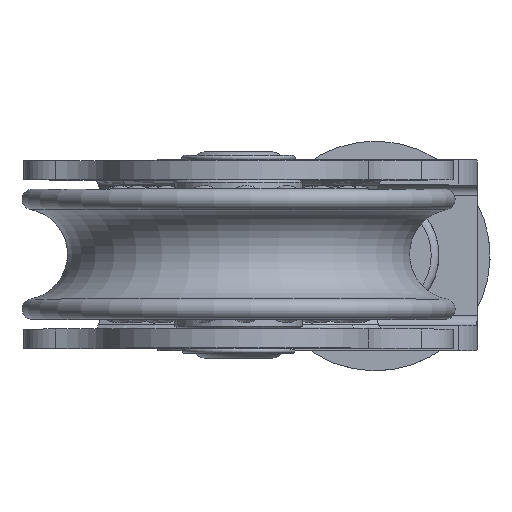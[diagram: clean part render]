
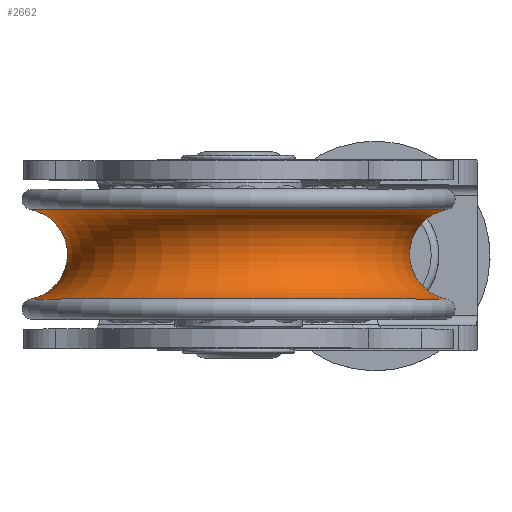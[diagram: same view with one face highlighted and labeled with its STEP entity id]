
A CAD part, top view. The second image highlights one B-rep face of the part: STEP entity #2662.
In plain terms, the highlighted toroidal (fillet/blend) face has major radius 16.998 mm and minor radius 3.574 mm.
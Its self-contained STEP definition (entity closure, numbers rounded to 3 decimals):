
#58=TOROIDAL_SURFACE('',#2937,16.999,3.574);
#430=FACE_BOUND('',#835,.T.);
#579=FACE_OUTER_BOUND('',#834,.T.);
#834=EDGE_LOOP('',(#2128));
#835=EDGE_LOOP('',(#2129));
#1065=CIRCLE('',#2936,16.346);
#1066=CIRCLE('',#2938,16.346);
#1332=VERTEX_POINT('',#4542);
#1333=VERTEX_POINT('',#4545);
#1630=EDGE_CURVE('',#1332,#1332,#1065,.T.);
#1631=EDGE_CURVE('',#1333,#1333,#1066,.T.);
#2128=ORIENTED_EDGE('',*,*,#1631,.F.);
#2129=ORIENTED_EDGE('',*,*,#1630,.T.);
#2662=ADVANCED_FACE('',(#579,#430),#58,.F.);
#2936=AXIS2_PLACEMENT_3D('',#4543,#3573,#3574);
#2937=AXIS2_PLACEMENT_3D('',#4544,#3575,#3576);
#2938=AXIS2_PLACEMENT_3D('',#4546,#3577,#3578);
#3573=DIRECTION('center_axis',(0.,-1.,0.));
#3574=DIRECTION('ref_axis',(0.993,0.,0.115));
#3575=DIRECTION('center_axis',(0.,-1.,0.));
#3576=DIRECTION('ref_axis',(0.115,0.,-0.993));
#3577=DIRECTION('center_axis',(0.,-1.,0.));
#3578=DIRECTION('ref_axis',(0.993,0.,0.115));
#4542=CARTESIAN_POINT('',(16.238,3.513,1.875));
#4543=CARTESIAN_POINT('Origin',(0.,3.513,
0.));
#4544=CARTESIAN_POINT('Origin',(0.,0.,0.));
#4545=CARTESIAN_POINT('',(16.238,-3.513,1.875));
#4546=CARTESIAN_POINT('Origin',(0.,-3.513,
0.));
